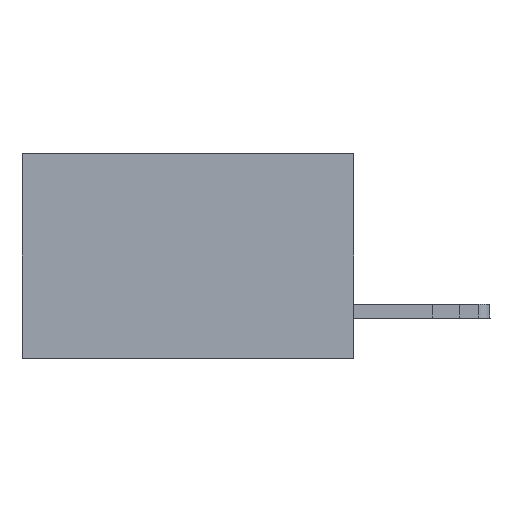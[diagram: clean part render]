
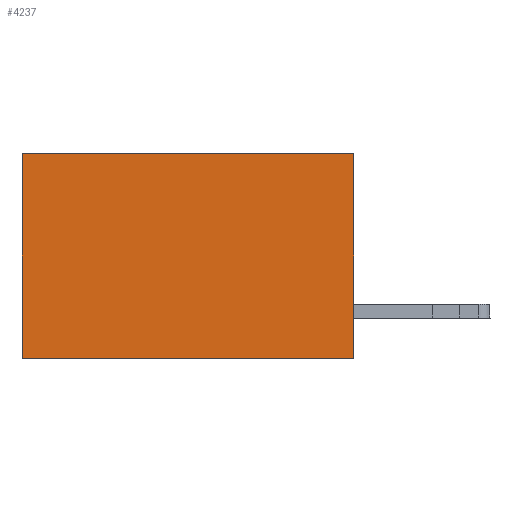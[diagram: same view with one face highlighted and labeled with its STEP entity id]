
A CAD part, left-side view. The second image highlights one B-rep face of the part: STEP entity #4237.
In plain terms, the highlighted planar face has unit normal (-1, 0, 0).
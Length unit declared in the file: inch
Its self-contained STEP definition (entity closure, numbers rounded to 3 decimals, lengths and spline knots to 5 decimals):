
#66 = ORIENTED_EDGE ( 'NONE', *, *, #16702, .T. ) ;
#87 = EDGE_LOOP ( 'NONE', ( #11525, #1286, #6076, #66 ) ) ;
#509 = LINE ( 'NONE', #7871, #9977 ) ;
#1286 = ORIENTED_EDGE ( 'NONE', *, *, #8447, .F. ) ;
#1527 = VECTOR ( 'NONE', #18839, 39.37008 ) ;
#1993 = CARTESIAN_POINT ( 'NONE',  ( 0.2875, 0.6, 0. ) ) ;
#2162 = DIRECTION ( 'NONE',  ( 0., 0., -1. ) ) ;
#4109 = VECTOR ( 'NONE', #10308, 39.37008 ) ;
#4237 = ADVANCED_FACE ( 'NONE', ( #13748 ), #18239, .F. ) ;
#4525 = CARTESIAN_POINT ( 'NONE',  ( 0.2875, 0., 0. ) ) ;
#5206 = EDGE_CURVE ( 'NONE', #14574, #7661, #8683, .T. ) ;
#5494 = CARTESIAN_POINT ( 'NONE',  ( 0.2875, 0.6, -0.37 ) ) ;
#6076 = ORIENTED_EDGE ( 'NONE', *, *, #11895, .F. ) ;
#6269 = CARTESIAN_POINT ( 'NONE',  ( 0.2875, 0., 0. ) ) ;
#6688 = AXIS2_PLACEMENT_3D ( 'NONE', #17000, #13942, #2162 ) ;
#7052 = CARTESIAN_POINT ( 'NONE',  ( 0.2875, 0., -0.37 ) ) ;
#7148 = LINE ( 'NONE', #7052, #13857 ) ;
#7661 = VERTEX_POINT ( 'NONE', #5494 ) ;
#7871 = CARTESIAN_POINT ( 'NONE',  ( 0.2875, 0., 0. ) ) ;
#8447 = EDGE_CURVE ( 'NONE', #11750, #7661, #7148, .T. ) ;
#8489 = CARTESIAN_POINT ( 'NONE',  ( 0.2875, 0.6, 0. ) ) ;
#8683 = LINE ( 'NONE', #8489, #1527 ) ;
#9151 = LINE ( 'NONE', #6269, #4109 ) ;
#9977 = VECTOR ( 'NONE', #15347, 39.37008 ) ;
#10308 = DIRECTION ( 'NONE',  ( 0., 0., -1. ) ) ;
#11525 = ORIENTED_EDGE ( 'NONE', *, *, #5206, .T. ) ;
#11750 = VERTEX_POINT ( 'NONE', #14234 ) ;
#11895 = EDGE_CURVE ( 'NONE', #18448, #11750, #9151, .T. ) ;
#13748 = FACE_OUTER_BOUND ( 'NONE', #87, .T. ) ;
#13857 = VECTOR ( 'NONE', #18838, 39.37008 ) ;
#13942 = DIRECTION ( 'NONE',  ( 1., 0., 0. ) ) ;
#14234 = CARTESIAN_POINT ( 'NONE',  ( 0.2875, 0., -0.37 ) ) ;
#14574 = VERTEX_POINT ( 'NONE', #1993 ) ;
#15347 = DIRECTION ( 'NONE',  ( 0., 1., 0. ) ) ;
#16702 = EDGE_CURVE ( 'NONE', #18448, #14574, #509, .T. ) ;
#17000 = CARTESIAN_POINT ( 'NONE',  ( 0.2875, 0., 0. ) ) ;
#18239 = PLANE ( 'NONE',  #6688 ) ;
#18448 = VERTEX_POINT ( 'NONE', #4525 ) ;
#18838 = DIRECTION ( 'NONE',  ( 0., 1., 0. ) ) ;
#18839 = DIRECTION ( 'NONE',  ( 0., 0., -1. ) ) ;
